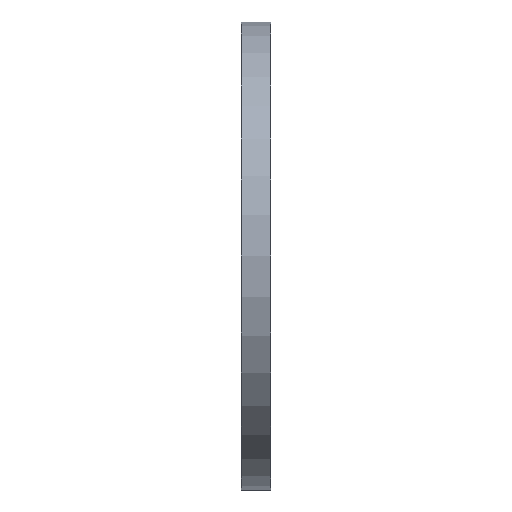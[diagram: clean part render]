
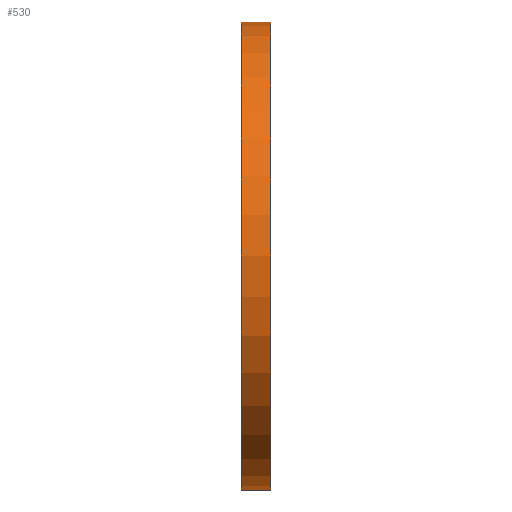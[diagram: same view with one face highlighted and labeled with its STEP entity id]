
A CAD part, front view. The second image highlights one B-rep face of the part: STEP entity #530.
In plain terms, the highlighted cylindrical face has radius 752.475 mm (diameter 1504.95 mm), a partial arc.
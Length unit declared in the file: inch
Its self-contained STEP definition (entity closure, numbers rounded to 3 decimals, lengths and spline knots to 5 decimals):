
#124 = CARTESIAN_POINT ( 'NONE',  ( 3.8125, 0., -29.625 ) ) ;
#141 = DIRECTION ( 'NONE',  ( -1., 0., 0. ) ) ;
#162 = DIRECTION ( 'NONE',  ( -1., 0., 0. ) ) ;
#217 = AXIS2_PLACEMENT_3D ( 'NONE', #1458, #1591, #819 ) ;
#226 = VERTEX_POINT ( 'NONE', #937 ) ;
#289 = CIRCLE ( 'NONE', #399, 29.625 ) ;
#381 = EDGE_CURVE ( 'NONE', #1627, #1326, #289, .T. ) ;
#399 = AXIS2_PLACEMENT_3D ( 'NONE', #895, #141, #1172 ) ;
#483 = EDGE_CURVE ( 'NONE', #618, #226, #885, .T. ) ;
#530 = ADVANCED_FACE ( 'NONE', ( #1079 ), #1577, .T. ) ;
#558 = EDGE_CURVE ( 'NONE', #1627, #618, #676, .T. ) ;
#570 = DIRECTION ( 'NONE',  ( -1., 0., 0. ) ) ;
#618 = VERTEX_POINT ( 'NONE', #780 ) ;
#664 = ORIENTED_EDGE ( 'NONE', *, *, #730, .T. ) ;
#674 = VECTOR ( 'NONE', #570, 39.37008 ) ;
#676 = LINE ( 'NONE', #1314, #828 ) ;
#730 = EDGE_CURVE ( 'NONE', #1326, #226, #933, .T. ) ;
#780 = CARTESIAN_POINT ( 'NONE',  ( 0.0625, 0., -29.625 ) ) ;
#819 = DIRECTION ( 'NONE',  ( 0., 0., 1. ) ) ;
#828 = VECTOR ( 'NONE', #999, 39.37008 ) ;
#885 = CIRCLE ( 'NONE', #217, 29.625 ) ;
#895 = CARTESIAN_POINT ( 'NONE',  ( 3.8125, 0., 0. ) ) ;
#933 = LINE ( 'NONE', #1219, #674 ) ;
#937 = CARTESIAN_POINT ( 'NONE',  ( 0.0625, 0., 29.625 ) ) ;
#940 = ORIENTED_EDGE ( 'NONE', *, *, #483, .F. ) ;
#954 = CARTESIAN_POINT ( 'NONE',  ( 0., 0., 0. ) ) ;
#999 = DIRECTION ( 'NONE',  ( -1., 0., 0. ) ) ;
#1041 = AXIS2_PLACEMENT_3D ( 'NONE', #954, #162, #1353 ) ;
#1079 = FACE_OUTER_BOUND ( 'NONE', #1099, .T. ) ;
#1099 = EDGE_LOOP ( 'NONE', ( #1159, #1238, #664, #940 ) ) ;
#1159 = ORIENTED_EDGE ( 'NONE', *, *, #558, .F. ) ;
#1172 = DIRECTION ( 'NONE',  ( 0., 0., 1. ) ) ;
#1219 = CARTESIAN_POINT ( 'NONE',  ( 0., 0., 29.625 ) ) ;
#1238 = ORIENTED_EDGE ( 'NONE', *, *, #381, .T. ) ;
#1246 = CARTESIAN_POINT ( 'NONE',  ( 3.8125, 0., 29.625 ) ) ;
#1314 = CARTESIAN_POINT ( 'NONE',  ( 0., 0., -29.625 ) ) ;
#1326 = VERTEX_POINT ( 'NONE', #1246 ) ;
#1353 = DIRECTION ( 'NONE',  ( 0., 0., 1. ) ) ;
#1458 = CARTESIAN_POINT ( 'NONE',  ( 0.0625, 0., 0. ) ) ;
#1577 = CYLINDRICAL_SURFACE ( 'NONE', #1041, 29.625 ) ;
#1591 = DIRECTION ( 'NONE',  ( -1., 0., 0. ) ) ;
#1627 = VERTEX_POINT ( 'NONE', #124 ) ;
